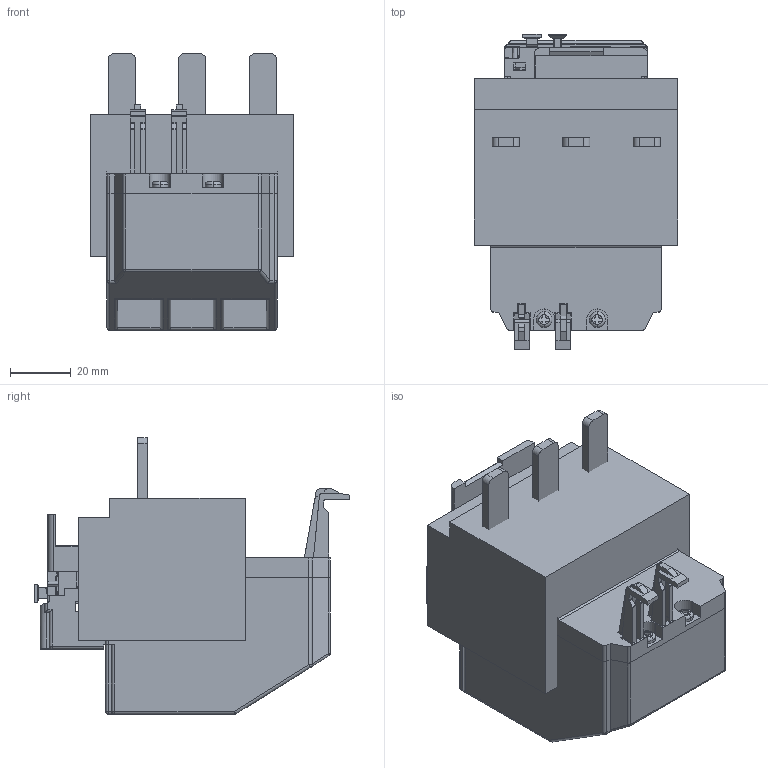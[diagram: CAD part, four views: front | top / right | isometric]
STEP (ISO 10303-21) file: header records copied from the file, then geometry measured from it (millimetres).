
FILE_DESCRIPTION((''),'2;1');
FILE_NAME('PRT0005','2020-10-06T23:07:36',('MScigan'),('Rockwell Automation Switzerland GmbH'),'CREO PARAMETRIC BY PTC INC, 2019444','CREO PARAMETRIC BY PTC INC, 2019444','');
FILE_SCHEMA(('AUTOMOTIVE_DESIGN { 1 0 10303 214 1 1 1 1 }'));
Length unit declared in the file: millimetre
Products named in the file (1): PRT0005
Bounding box: 67 x 104 x 91.1 mm (x, y, z)
Surface area: 70876.5 mm2 (no closed solid volume)
Topology: 0 solids, 59 shells, 907 faces, 4215 edges, 3263 vertices
Faces by surface type: plane 551, cylinder 270, cone 30, torus 20, sphere 18, bspline 18
Entity records: 50150 total; most frequent: CARTESIAN_POINT 10944, DIRECTION 6607, ORIENTED_EDGE 5915, EDGE_CURVE 4197, VERTEX_POINT 3265, VECTOR 2924, LINE 2924, AXIS2_PLACEMENT_3D 1840
